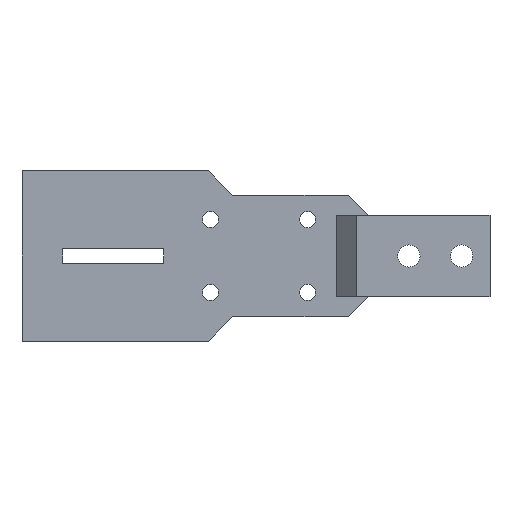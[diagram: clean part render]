
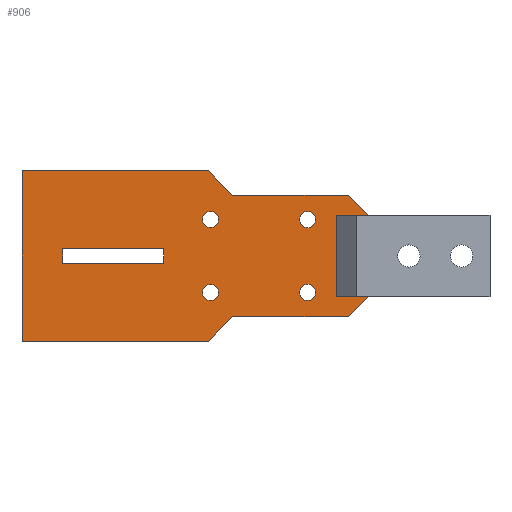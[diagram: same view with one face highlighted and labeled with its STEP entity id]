
A CAD part, front view. The second image highlights one B-rep face of the part: STEP entity #906.
In plain terms, the highlighted planar face has unit normal (0, -1, 0).
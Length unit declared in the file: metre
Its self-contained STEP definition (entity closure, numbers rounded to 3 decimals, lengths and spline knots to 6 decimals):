
#24=CIRCLE('',#936,0.002);
#25=CIRCLE('',#938,0.002);
#26=CIRCLE('',#940,0.002);
#27=CIRCLE('',#942,0.002);
#246=ORIENTED_EDGE('',*,*,#306,.F.);
#247=ORIENTED_EDGE('',*,*,#301,.T.);
#248=ORIENTED_EDGE('',*,*,#357,.F.);
#249=ORIENTED_EDGE('',*,*,#332,.F.);
#250=ORIENTED_EDGE('',*,*,#355,.F.);
#251=ORIENTED_EDGE('',*,*,#348,.T.);
#252=ORIENTED_EDGE('',*,*,#389,.T.);
#253=ORIENTED_EDGE('',*,*,#341,.T.);
#254=ORIENTED_EDGE('',*,*,#356,.F.);
#255=ORIENTED_EDGE('',*,*,#335,.F.);
#256=ORIENTED_EDGE('',*,*,#358,.F.);
#257=ORIENTED_EDGE('',*,*,#316,.F.);
#258=ORIENTED_EDGE('',*,*,#337,.F.);
#259=ORIENTED_EDGE('',*,*,#338,.F.);
#260=ORIENTED_EDGE('',*,*,#339,.F.);
#261=ORIENTED_EDGE('',*,*,#340,.F.);
#262=ORIENTED_EDGE('',*,*,#384,.F.);
#263=ORIENTED_EDGE('',*,*,#382,.T.);
#264=ORIENTED_EDGE('',*,*,#388,.T.);
#265=ORIENTED_EDGE('',*,*,#386,.F.);
#301=EDGE_CURVE('',#421,#420,#499,.T.);
#306=EDGE_CURVE('',#421,#425,#504,.T.);
#316=EDGE_CURVE('',#425,#433,#514,.F.);
#332=EDGE_CURVE('',#444,#445,#530,.T.);
#335=EDGE_CURVE('',#446,#447,#533,.T.);
#337=EDGE_CURVE('',#448,#448,#24,.T.);
#338=EDGE_CURVE('',#449,#449,#25,.T.);
#339=EDGE_CURVE('',#450,#450,#26,.T.);
#340=EDGE_CURVE('',#451,#451,#27,.T.);
#341=EDGE_CURVE('',#452,#453,#535,.T.);
#348=EDGE_CURVE('',#459,#458,#542,.T.);
#355=EDGE_CURVE('',#459,#444,#547,.F.);
#356=EDGE_CURVE('',#447,#453,#548,.T.);
#357=EDGE_CURVE('',#445,#420,#549,.T.);
#358=EDGE_CURVE('',#433,#446,#550,.T.);
#382=EDGE_CURVE('',#471,#470,#574,.T.);
#384=EDGE_CURVE('',#471,#472,#576,.T.);
#386=EDGE_CURVE('',#472,#473,#578,.T.);
#388=EDGE_CURVE('',#470,#473,#580,.T.);
#389=EDGE_CURVE('',#458,#452,#581,.T.);
#420=VERTEX_POINT('',#1263);
#421=VERTEX_POINT('',#1265);
#425=VERTEX_POINT('',#1275);
#433=VERTEX_POINT('',#1294);
#444=VERTEX_POINT('',#1323);
#445=VERTEX_POINT('',#1325);
#446=VERTEX_POINT('',#1329);
#447=VERTEX_POINT('',#1331);
#448=VERTEX_POINT('',#1335);
#449=VERTEX_POINT('',#1338);
#450=VERTEX_POINT('',#1341);
#451=VERTEX_POINT('',#1344);
#452=VERTEX_POINT('',#1347);
#453=VERTEX_POINT('',#1348);
#458=VERTEX_POINT('',#1360);
#459=VERTEX_POINT('',#1362);
#470=VERTEX_POINT('',#1429);
#471=VERTEX_POINT('',#1431);
#472=VERTEX_POINT('',#1435);
#473=VERTEX_POINT('',#1439);
#499=LINE('',#1264,#607);
#504=LINE('',#1274,#612);
#514=LINE('',#1293,#622);
#530=LINE('',#1324,#638);
#533=LINE('',#1330,#641);
#535=LINE('',#1346,#643);
#542=LINE('',#1361,#650);
#547=LINE('',#1376,#655);
#548=LINE('',#1378,#656);
#549=LINE('',#1380,#657);
#550=LINE('',#1382,#658);
#574=LINE('',#1430,#682);
#576=LINE('',#1434,#684);
#578=LINE('',#1438,#686);
#580=LINE('',#1442,#688);
#581=LINE('',#1446,#689);
#607=VECTOR('',#1020,1.);
#612=VECTOR('',#1027,1.);
#622=VECTOR('',#1039,1.);
#638=VECTOR('',#1061,1.);
#641=VECTOR('',#1066,1.);
#643=VECTOR('',#1086,1.);
#650=VECTOR('',#1095,1.);
#655=VECTOR('',#1114,1.);
#656=VECTOR('',#1117,1.);
#657=VECTOR('',#1120,1.);
#658=VECTOR('',#1123,1.);
#682=VECTOR('',#1177,1.);
#684=VECTOR('',#1181,1.);
#686=VECTOR('',#1185,1.);
#688=VECTOR('',#1189,1.);
#689=VECTOR('',#1196,1.);
#751=EDGE_LOOP('',(#246,#247,#248,#249,#250,#251,#252,#253,#254,#255,#256,
#257));
#752=EDGE_LOOP('',(#258));
#753=EDGE_LOOP('',(#259));
#754=EDGE_LOOP('',(#260));
#755=EDGE_LOOP('',(#261));
#756=EDGE_LOOP('',(#262,#263,#264,#265));
#819=FACE_BOUND('',#751,.T.);
#820=FACE_BOUND('',#752,.T.);
#821=FACE_BOUND('',#753,.T.);
#822=FACE_BOUND('',#754,.T.);
#823=FACE_BOUND('',#755,.T.);
#824=FACE_BOUND('',#756,.T.);
#862=PLANE('',#975);
#906=ADVANCED_FACE('',(#819,#820,#821,#822,#823,#824),#862,.T.);
#936=AXIS2_PLACEMENT_3D('',#1334,#1070,#1071);
#938=AXIS2_PLACEMENT_3D('',#1337,#1074,#1075);
#940=AXIS2_PLACEMENT_3D('',#1340,#1078,#1079);
#942=AXIS2_PLACEMENT_3D('',#1343,#1082,#1083);
#975=AXIS2_PLACEMENT_3D('',#1445,#1194,#1195);
#1020=DIRECTION('',(1.,0.,0.));
#1027=DIRECTION('',(0.,0.,1.));
#1039=DIRECTION('',(-1.,0.,0.));
#1061=DIRECTION('',(-1.,0.,0.));
#1066=DIRECTION('',(1.,0.,0.));
#1070=DIRECTION('',(0.,-1.,0.));
#1071=DIRECTION('',(1.,0.,0.));
#1074=DIRECTION('',(0.,-1.,0.));
#1075=DIRECTION('',(1.,0.,0.));
#1078=DIRECTION('',(0.,-1.,0.));
#1079=DIRECTION('',(1.,0.,0.));
#1082=DIRECTION('',(0.,-1.,0.));
#1083=DIRECTION('',(1.,0.,0.));
#1086=DIRECTION('',(1.,0.,0.));
#1095=DIRECTION('',(-1.,0.,0.));
#1114=DIRECTION('',(0.707,0.,0.707));
#1117=DIRECTION('',(0.707,0.,-0.707));
#1120=DIRECTION('',(-0.707,0.,-0.707));
#1123=DIRECTION('',(0.707,0.,-0.707));
#1177=DIRECTION('',(0.,0.,-1.));
#1181=DIRECTION('',(-1.,0.,0.));
#1185=DIRECTION('',(0.,0.,-1.));
#1189=DIRECTION('',(-1.,0.,0.));
#1194=DIRECTION('',(0.,-1.,0.));
#1195=DIRECTION('',(1.,0.,0.));
#1196=DIRECTION('',(0.,0.,1.));
#1263=CARTESIAN_POINT('',(-0.0125,-0.018,-0.021));
#1264=CARTESIAN_POINT('',(-0.0375,-0.018,-0.021));
#1265=CARTESIAN_POINT('',(-0.0585,-0.018,-0.021));
#1274=CARTESIAN_POINT('',(-0.0585,-0.018,0.));
#1275=CARTESIAN_POINT('',(-0.0585,-0.018,0.021));
#1293=CARTESIAN_POINT('',(0.,-0.018,0.021));
#1294=CARTESIAN_POINT('',(-0.0125,-0.018,0.021));
#1323=CARTESIAN_POINT('',(0.022,-0.018,-0.015));
#1324=CARTESIAN_POINT('',(0.,-0.018,-0.015));
#1325=CARTESIAN_POINT('',(-0.0065,-0.018,-0.015));
#1329=CARTESIAN_POINT('',(-0.0065,-0.018,0.015));
#1330=CARTESIAN_POINT('',(0.,-0.018,0.015));
#1331=CARTESIAN_POINT('',(0.022,-0.018,0.015));
#1334=CARTESIAN_POINT('',(-0.012,-0.018,0.009));
#1335=CARTESIAN_POINT('',(-0.01,-0.018,0.009));
#1337=CARTESIAN_POINT('',(0.012,-0.018,0.009));
#1338=CARTESIAN_POINT('',(0.014,-0.018,0.009));
#1340=CARTESIAN_POINT('',(-0.012,-0.018,-0.009));
#1341=CARTESIAN_POINT('',(-0.01,-0.018,-0.009));
#1343=CARTESIAN_POINT('',(0.012,-0.018,-0.009));
#1344=CARTESIAN_POINT('',(0.014,-0.018,-0.009));
#1346=CARTESIAN_POINT('',(0.,-0.018,0.01));
#1347=CARTESIAN_POINT('',(0.019,-0.018,0.01));
#1348=CARTESIAN_POINT('',(0.027,-0.018,0.01));
#1360=CARTESIAN_POINT('',(0.019,-0.018,-0.01));
#1361=CARTESIAN_POINT('',(0.057,-0.018,-0.01));
#1362=CARTESIAN_POINT('',(0.027,-0.018,-0.01));
#1376=CARTESIAN_POINT('',(0.017,-0.018,-0.02));
#1378=CARTESIAN_POINT('',(0.027,-0.018,0.01));
#1380=CARTESIAN_POINT('',(-0.0065,-0.018,-0.015));
#1382=CARTESIAN_POINT('',(-0.0165,-0.018,0.025));
#1429=CARTESIAN_POINT('',(-0.0235,-0.018,-0.00175));
#1430=CARTESIAN_POINT('',(-0.0235,-0.018,0.));
#1431=CARTESIAN_POINT('',(-0.0235,-0.018,0.00175));
#1434=CARTESIAN_POINT('',(-0.036,-0.018,0.00175));
#1435=CARTESIAN_POINT('',(-0.0485,-0.018,0.00175));
#1438=CARTESIAN_POINT('',(-0.0485,-0.018,0.));
#1439=CARTESIAN_POINT('',(-0.0485,-0.018,-0.00175));
#1442=CARTESIAN_POINT('',(-0.036,-0.018,-0.00175));
#1445=CARTESIAN_POINT('',(0.,-0.018,0.));
#1446=CARTESIAN_POINT('',(0.019,-0.018,0.));
